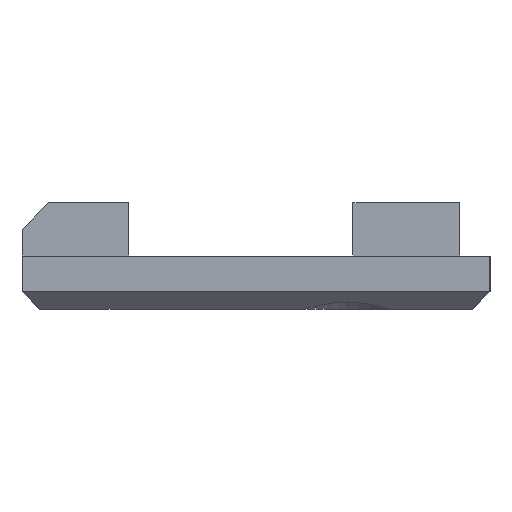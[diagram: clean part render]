
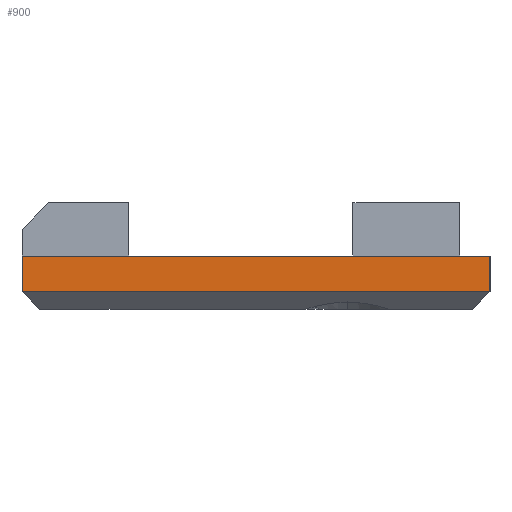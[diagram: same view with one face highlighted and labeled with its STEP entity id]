
A CAD part, left-side view. The second image highlights one B-rep face of the part: STEP entity #900.
In plain terms, the highlighted planar face has unit normal (-1, 0, 0).
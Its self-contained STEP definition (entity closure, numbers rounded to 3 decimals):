
#46 = CARTESIAN_POINT ( 'NONE',  ( -11., 5.15, 0. ) ) ;
#76 = DIRECTION ( 'NONE',  ( 1., 0., 0. ) ) ;
#90 = LINE ( 'NONE', #179, #1179 ) ;
#157 = VECTOR ( 'NONE', #1203, 1000. ) ;
#164 = CARTESIAN_POINT ( 'NONE',  ( -11., -8., 0.5 ) ) ;
#165 = FACE_OUTER_BOUND ( 'NONE', #677, .T. ) ;
#179 = CARTESIAN_POINT ( 'NONE',  ( -11., -8., 1.5 ) ) ;
#193 = CARTESIAN_POINT ( 'NONE',  ( -11., -8., 1.5 ) ) ;
#195 = EDGE_CURVE ( 'NONE', #1441, #1432, #90, .T. ) ;
#324 = LINE ( 'NONE', #46, #1442 ) ;
#470 = CARTESIAN_POINT ( 'NONE',  ( -11., -8., 1.5 ) ) ;
#510 = PLANE ( 'NONE',  #1033 ) ;
#566 = ORIENTED_EDGE ( 'NONE', *, *, #195, .F. ) ;
#600 = EDGE_CURVE ( 'NONE', #1111, #722, #324, .T. ) ;
#618 = VECTOR ( 'NONE', #1631, 1000. ) ;
#619 = DIRECTION ( 'NONE',  ( 0., 0., -1. ) ) ;
#677 = EDGE_LOOP ( 'NONE', ( #1851, #1313, #566, #1835 ) ) ;
#722 = VERTEX_POINT ( 'NONE', #846 ) ;
#765 = CARTESIAN_POINT ( 'NONE',  ( -11., 5.15, 0.5 ) ) ;
#846 = CARTESIAN_POINT ( 'NONE',  ( -11., 5.15, 1.5 ) ) ;
#900 = ADVANCED_FACE ( 'NONE', ( #165 ), #510, .F. ) ;
#907 = LINE ( 'NONE', #470, #157 ) ;
#1033 = AXIS2_PLACEMENT_3D ( 'NONE', #193, #76, #619 ) ;
#1053 = LINE ( 'NONE', #1488, #618 ) ;
#1111 = VERTEX_POINT ( 'NONE', #765 ) ;
#1179 = VECTOR ( 'NONE', #1181, 1000. ) ;
#1181 = DIRECTION ( 'NONE',  ( 0., 0., -1. ) ) ;
#1203 = DIRECTION ( 'NONE',  ( 0., -1., 0. ) ) ;
#1313 = ORIENTED_EDGE ( 'NONE', *, *, #1491, .T. ) ;
#1324 = CARTESIAN_POINT ( 'NONE',  ( -11., -8., 1.5 ) ) ;
#1374 = DIRECTION ( 'NONE',  ( 0., 0., 1. ) ) ;
#1432 = VERTEX_POINT ( 'NONE', #164 ) ;
#1441 = VERTEX_POINT ( 'NONE', #1324 ) ;
#1442 = VECTOR ( 'NONE', #1374, 1000. ) ;
#1488 = CARTESIAN_POINT ( 'NONE',  ( -11., -8., 0.5 ) ) ;
#1491 = EDGE_CURVE ( 'NONE', #1111, #1432, #1053, .T. ) ;
#1535 = EDGE_CURVE ( 'NONE', #722, #1441, #907, .T. ) ;
#1631 = DIRECTION ( 'NONE',  ( 0., -1., 0. ) ) ;
#1835 = ORIENTED_EDGE ( 'NONE', *, *, #1535, .F. ) ;
#1851 = ORIENTED_EDGE ( 'NONE', *, *, #600, .F. ) ;
